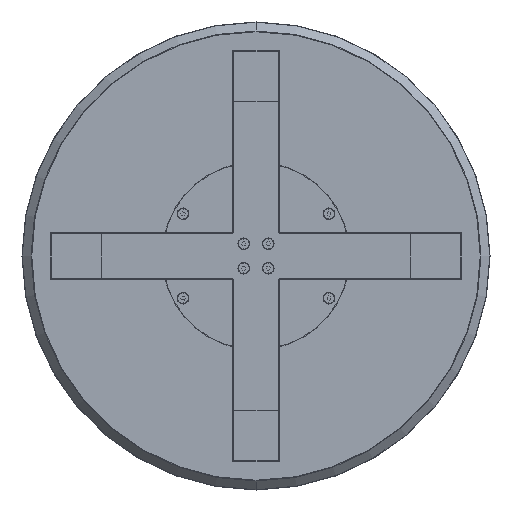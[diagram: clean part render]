
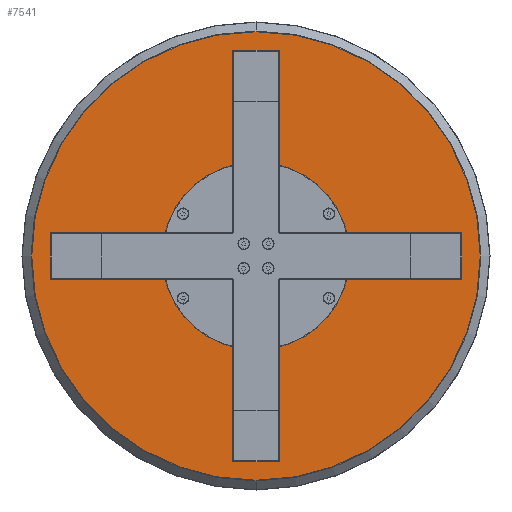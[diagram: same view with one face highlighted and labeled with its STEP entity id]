
A CAD part, front view. The second image highlights one B-rep face of the part: STEP entity #7541.
In plain terms, the highlighted planar face has unit normal (0, -1, 0).
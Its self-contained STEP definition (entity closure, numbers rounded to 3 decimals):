
#247 = CIRCLE ( 'NONE', #7334, 239.586 ) ;
#372 = DIRECTION ( 'NONE',  ( 0., -1., 0. ) ) ;
#519 = ORIENTED_EDGE ( 'NONE', *, *, #8690, .F. ) ;
#792 = CARTESIAN_POINT ( 'NONE',  ( 0., 687.9, -239.586 ) ) ;
#809 = AXIS2_PLACEMENT_3D ( 'NONE', #9243, #6462, #2904 ) ;
#969 = VERTEX_POINT ( 'NONE', #792 ) ;
#1054 = ORIENTED_EDGE ( 'NONE', *, *, #7281, .T. ) ;
#1180 = EDGE_LOOP ( 'NONE', ( #4487, #1054 ) ) ;
#1446 = CIRCLE ( 'NONE', #5369, 100.5 ) ;
#1565 = CARTESIAN_POINT ( 'NONE',  ( 0., 687.9, 0. ) ) ;
#1804 = CARTESIAN_POINT ( 'NONE',  ( 0., 687.9, 0. ) ) ;
#2164 = DIRECTION ( 'NONE',  ( 0., 0., 1. ) ) ;
#2366 = FACE_BOUND ( 'NONE', #3513, .T. ) ;
#2375 = CIRCLE ( 'NONE', #809, 100.5 ) ;
#2595 = CARTESIAN_POINT ( 'NONE',  ( 0., 687.9, 239.586 ) ) ;
#2904 = DIRECTION ( 'NONE',  ( 0., 0., -1. ) ) ;
#3035 = DIRECTION ( 'NONE',  ( 0., 1., 0. ) ) ;
#3513 = EDGE_LOOP ( 'NONE', ( #519, #6889 ) ) ;
#3582 = CARTESIAN_POINT ( 'NONE',  ( 0., 687.9, -100.5 ) ) ;
#3690 = DIRECTION ( 'NONE',  ( 0., -1., 0. ) ) ;
#3700 = PLANE ( 'NONE',  #4345 ) ;
#4257 = CARTESIAN_POINT ( 'NONE',  ( 0., 687.9, 0. ) ) ;
#4345 = AXIS2_PLACEMENT_3D ( 'NONE', #1565, #3035, #7315 ) ;
#4487 = ORIENTED_EDGE ( 'NONE', *, *, #8381, .T. ) ;
#5361 = DIRECTION ( 'NONE',  ( 0., -1., 0. ) ) ;
#5369 = AXIS2_PLACEMENT_3D ( 'NONE', #8999, #372, #7595 ) ;
#5502 = FACE_OUTER_BOUND ( 'NONE', #1180, .T. ) ;
#6091 = DIRECTION ( 'NONE',  ( 0., 0., 1. ) ) ;
#6182 = VERTEX_POINT ( 'NONE', #2595 ) ;
#6402 = AXIS2_PLACEMENT_3D ( 'NONE', #1804, #5361, #6091 ) ;
#6421 = CARTESIAN_POINT ( 'NONE',  ( 0., 687.9, 100.5 ) ) ;
#6462 = DIRECTION ( 'NONE',  ( 0., -1., 0. ) ) ;
#6889 = ORIENTED_EDGE ( 'NONE', *, *, #7500, .F. ) ;
#6947 = VERTEX_POINT ( 'NONE', #3582 ) ;
#7281 = EDGE_CURVE ( 'NONE', #969, #6182, #8071, .T. ) ;
#7315 = DIRECTION ( 'NONE',  ( 0., 0., 1. ) ) ;
#7334 = AXIS2_PLACEMENT_3D ( 'NONE', #4257, #3690, #2164 ) ;
#7500 = EDGE_CURVE ( 'NONE', #9138, #6947, #2375, .T. ) ;
#7541 = ADVANCED_FACE ( 'NONE', ( #5502, #2366 ), #3700, .F. ) ;
#7595 = DIRECTION ( 'NONE',  ( 0., 0., -1. ) ) ;
#8071 = CIRCLE ( 'NONE', #6402, 239.586 ) ;
#8381 = EDGE_CURVE ( 'NONE', #6182, #969, #247, .T. ) ;
#8690 = EDGE_CURVE ( 'NONE', #6947, #9138, #1446, .T. ) ;
#8999 = CARTESIAN_POINT ( 'NONE',  ( 0., 687.9, 0. ) ) ;
#9138 = VERTEX_POINT ( 'NONE', #6421 ) ;
#9243 = CARTESIAN_POINT ( 'NONE',  ( 0., 687.9, 0. ) ) ;
